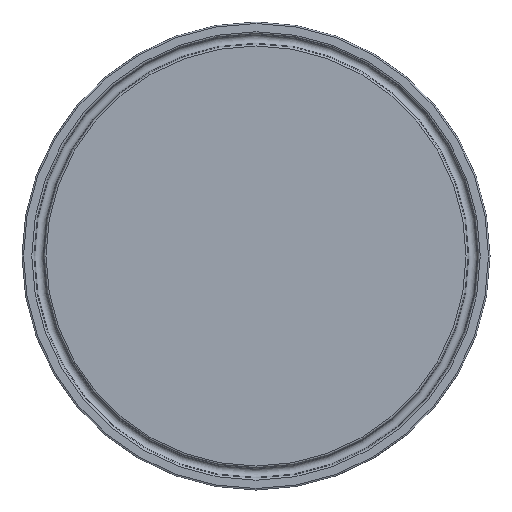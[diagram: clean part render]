
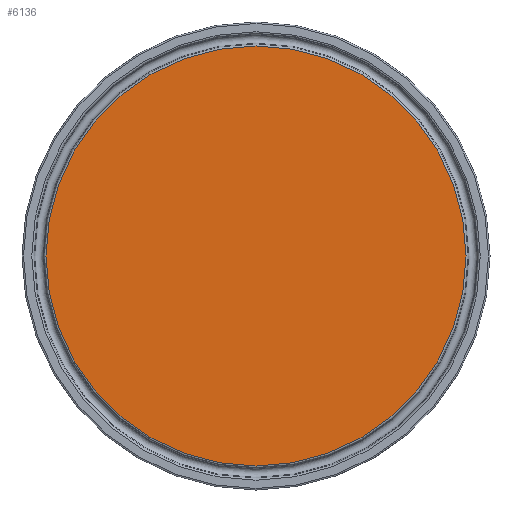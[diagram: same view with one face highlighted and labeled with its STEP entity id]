
A CAD part, left-side view. The second image highlights one B-rep face of the part: STEP entity #6136.
In plain terms, the highlighted planar face has unit normal (-1, 0, 0).
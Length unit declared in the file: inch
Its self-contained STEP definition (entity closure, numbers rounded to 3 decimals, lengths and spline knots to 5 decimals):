
#30=CIRCLE('',#6335,2.10091);
#849=FACE_OUTER_BOUND('',#1223,.T.);
#1223=EDGE_LOOP('',(#5596));
#2965=VERTEX_POINT('',#11462);
#3844=EDGE_CURVE('',#2965,#2965,#30,.T.);
#5596=ORIENTED_EDGE('',*,*,#3844,.F.);
#5784=PLANE('',#6334);
#6136=ADVANCED_FACE('',(#849),#5784,.T.);
#6334=AXIS2_PLACEMENT_3D('',#11461,#7298,#7299);
#6335=AXIS2_PLACEMENT_3D('',#11463,#7300,#7301);
#7298=DIRECTION('center_axis',(-1.,0.,0.));
#7299=DIRECTION('ref_axis',(0.,0.,1.));
#7300=DIRECTION('center_axis',(1.,0.,0.));
#7301=DIRECTION('ref_axis',(0.,1.,0.));
#11461=CARTESIAN_POINT('Origin',(0.,1.05046,
0.));
#11462=CARTESIAN_POINT('',(0.,2.10091,0.));
#11463=CARTESIAN_POINT('Origin',(0.,0.,0.));
